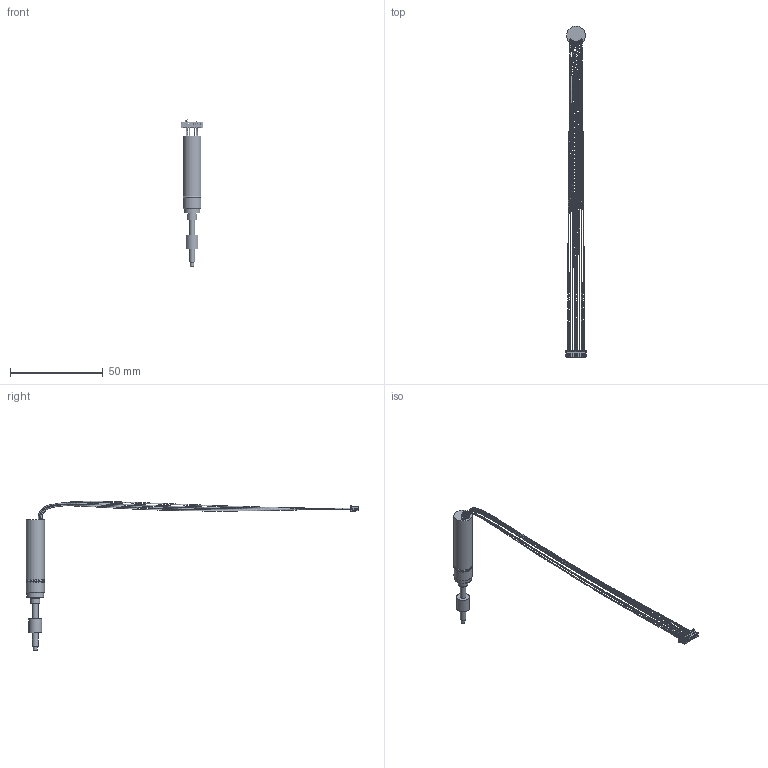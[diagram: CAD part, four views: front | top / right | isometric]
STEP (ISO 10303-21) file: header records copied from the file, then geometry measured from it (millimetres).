
FILE_DESCRIPTION(/* description */ (''),/* implementation_level */ '2;1');
FILE_NAME(/* name */ 'model_product_id292.stp',/* time_stamp */ '2021-11-02T09:29:35+01:00',/* author */ ('SD'),/* organization */ ('Micromotion GmbH Germany'),/* preprocessor_version */ 'ST-DEVELOPER v17.2',/* originating_system */ 'Autodesk Inventor 2019',/* authorisation */ '');
FILE_SCHEMA (('AUTOMOTIVE_DESIGN { 1 0 10303 214 3 1 1 }'));
Length unit declared in the file: millimetre
Products named in the file (1): model_product_id292
Bounding box: 11.75 x 178.95 x 80.46 mm (x, y, z)
Volume: 3774.1 mm3; surface area: 4088.3 mm2
Topology: 2 solids, 10 shells, 430 faces, 1151 edges, 716 vertices
Faces by surface type: plane 383, cylinder 21, cone 11, bspline 8, torus 5, sphere 2
Full cylindrical faces by diameter (mm): 2 x1, 3 x2, 4.5 x1, 5 x2, 5.2 x1, 7 x1, 8 x1, 9 x1, 9.1 x1, 10 x3
Entity records: 14813 total; most frequent: CARTESIAN_POINT 3481, ORIENTED_EDGE 2286, DIRECTION 2096, EDGE_CURVE 1151, LINE 1036, VECTOR 1036, VERTEX_POINT 716, AXIS2_PLACEMENT_3D 530
